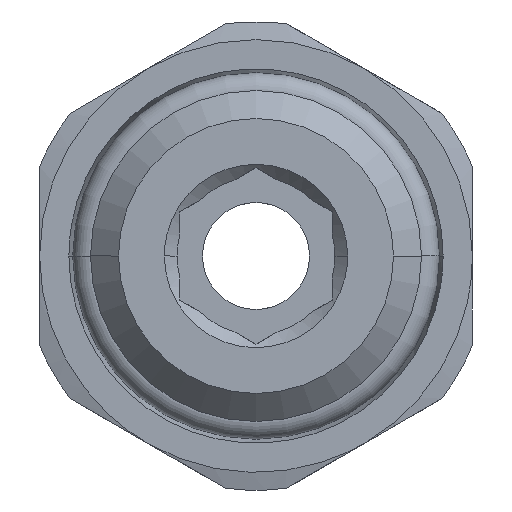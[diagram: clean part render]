
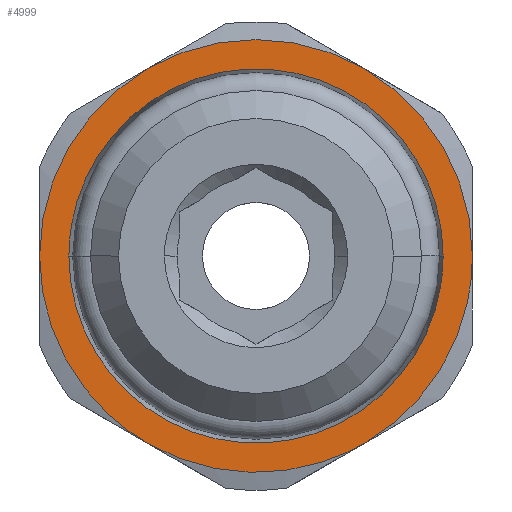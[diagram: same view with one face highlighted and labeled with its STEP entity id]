
A CAD part, front view. The second image highlights one B-rep face of the part: STEP entity #4999.
In plain terms, the highlighted planar face has unit normal (0, -1, 0).
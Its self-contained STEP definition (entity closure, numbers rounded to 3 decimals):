
#2568=CARTESIAN_POINT('Vertex',(4.25,-0.5,7.361)) ;
#3275=CARTESIAN_POINT('Axis2P3D Location',(0.,-0.5,0.)) ;
#3279=CARTESIAN_POINT('Vertex',(8.5,-0.5,0.)) ;
#3301=CARTESIAN_POINT('Axis2P3D Location',(0.,-0.5,0.)) ;
#3305=CARTESIAN_POINT('Vertex',(-4.25,-0.5,7.361)) ;
#4873=CARTESIAN_POINT('Axis2P3D Location',(0.,-0.5,0.)) ;
#4879=CARTESIAN_POINT('Control Point',(-8.5,-0.5,0.)) ;
#4880=CARTESIAN_POINT('Control Point',(-8.5,-0.5,-0.857)) ;
#4881=CARTESIAN_POINT('Control Point',(-8.392,-0.5,-1.714)) ;
#4882=CARTESIAN_POINT('Control Point',(-8.176,-0.5,-2.553)) ;
#4883=CARTESIAN_POINT('Control Point',(-7.537,-0.5,-4.158)) ;
#4884=CARTESIAN_POINT('Control Point',(-6.52,-0.5,-5.554)) ;
#4885=CARTESIAN_POINT('Control Point',(-5.926,-0.5,-6.184)) ;
#4886=CARTESIAN_POINT('Control Point',(-5.207,-0.5,-6.775)) ;
#4887=CARTESIAN_POINT('Control Point',(-4.421,-0.5,-7.26)) ;
#4888=CARTESIAN_POINT('Control Point',(-4.364,-0.5,-7.294)) ;
#4889=CARTESIAN_POINT('Control Point',(-4.307,-0.5,-7.328)) ;
#4890=CARTESIAN_POINT('Control Point',(-4.25,-0.5,-7.361)) ;
#4891=CARTESIAN_POINT('Vertex',(-8.5,-0.5,0.)) ;
#4893=CARTESIAN_POINT('Vertex',(-4.25,-0.5,-7.361)) ;
#4897=CARTESIAN_POINT('Control Point',(-4.25,-0.5,-7.361)) ;
#4898=CARTESIAN_POINT('Control Point',(-3.508,-0.5,-7.79)) ;
#4899=CARTESIAN_POINT('Control Point',(-2.712,-0.5,-8.125)) ;
#4900=CARTESIAN_POINT('Control Point',(-1.877,-0.5,-8.357)) ;
#4901=CARTESIAN_POINT('Control Point',(-0.168,-0.5,-8.606)) ;
#4902=CARTESIAN_POINT('Control Point',(1.55,-0.5,-8.424)) ;
#4903=CARTESIAN_POINT('Control Point',(2.393,-0.5,-8.224)) ;
#4904=CARTESIAN_POINT('Control Point',(3.264,-0.5,-7.897)) ;
#4905=CARTESIAN_POINT('Control Point',(4.077,-0.5,-7.459)) ;
#4906=CARTESIAN_POINT('Control Point',(4.135,-0.5,-7.427)) ;
#4907=CARTESIAN_POINT('Control Point',(4.193,-0.5,-7.394)) ;
#4908=CARTESIAN_POINT('Control Point',(4.25,-0.5,-7.361)) ;
#4909=CARTESIAN_POINT('Vertex',(4.25,-0.5,-7.361)) ;
#4913=CARTESIAN_POINT('Control Point',(4.25,-0.5,-7.361)) ;
#4914=CARTESIAN_POINT('Control Point',(4.992,-0.5,-6.933)) ;
#4915=CARTESIAN_POINT('Control Point',(5.68,-0.5,-6.411)) ;
#4916=CARTESIAN_POINT('Control Point',(6.299,-0.5,-5.804)) ;
#4917=CARTESIAN_POINT('Control Point',(7.369,-0.5,-4.449)) ;
#4918=CARTESIAN_POINT('Control Point',(8.07,-0.5,-2.87)) ;
#4919=CARTESIAN_POINT('Control Point',(8.319,-0.5,-2.04)) ;
#4920=CARTESIAN_POINT('Control Point',(8.471,-0.5,-1.122)) ;
#4921=CARTESIAN_POINT('Control Point',(8.498,-0.5,-0.199)) ;
#4922=CARTESIAN_POINT('Control Point',(8.499,-0.5,-0.133)) ;
#4923=CARTESIAN_POINT('Control Point',(8.5,-0.5,-0.066)) ;
#4924=CARTESIAN_POINT('Control Point',(8.5,-0.5,0.)) ;
#4926=CARTESIAN_POINT('Axis2P3D Location',(0.,-0.5,0.)) ;
#4940=CARTESIAN_POINT('Control Point',(7.35,-0.5,0.)) ;
#4941=CARTESIAN_POINT('Control Point',(7.35,-0.5,0.664)) ;
#4942=CARTESIAN_POINT('Control Point',(7.275,-0.5,1.328)) ;
#4943=CARTESIAN_POINT('Control Point',(7.125,-0.5,1.981)) ;
#4944=CARTESIAN_POINT('Control Point',(6.68,-0.5,3.241)) ;
#4945=CARTESIAN_POINT('Control Point',(5.965,-0.5,4.371)) ;
#4946=CARTESIAN_POINT('Control Point',(5.545,-0.5,4.893)) ;
#4947=CARTESIAN_POINT('Control Point',(4.595,-0.5,5.832)) ;
#4948=CARTESIAN_POINT('Control Point',(3.459,-0.5,6.536)) ;
#4949=CARTESIAN_POINT('Control Point',(2.853,-0.5,6.823)) ;
#4950=CARTESIAN_POINT('Control Point',(1.588,-0.5,7.253)) ;
#4951=CARTESIAN_POINT('Control Point',(0.258,-0.5,7.391)) ;
#4952=CARTESIAN_POINT('Control Point',(-0.411,-0.5,7.384)) ;
#4953=CARTESIAN_POINT('Control Point',(-1.738,-0.5,7.219)) ;
#4954=CARTESIAN_POINT('Control Point',(-2.994,-0.5,6.762)) ;
#4955=CARTESIAN_POINT('Control Point',(-3.593,-0.5,6.464)) ;
#4956=CARTESIAN_POINT('Control Point',(-4.715,-0.5,5.736)) ;
#4957=CARTESIAN_POINT('Control Point',(-5.645,-0.5,4.777)) ;
#4958=CARTESIAN_POINT('Control Point',(-6.055,-0.5,4.246)) ;
#4959=CARTESIAN_POINT('Control Point',(-6.73,-0.5,3.129)) ;
#4960=CARTESIAN_POINT('Control Point',(-7.145,-0.5,1.891)) ;
#4961=CARTESIAN_POINT('Control Point',(-7.282,-0.5,1.267)) ;
#4962=CARTESIAN_POINT('Control Point',(-7.35,-0.5,0.634)) ;
#4963=CARTESIAN_POINT('Control Point',(-7.35,-0.5,0.)) ;
#4964=CARTESIAN_POINT('Vertex',(7.35,-0.5,0.)) ;
#4966=CARTESIAN_POINT('Vertex',(-7.35,-0.5,0.)) ;
#4970=CARTESIAN_POINT('Control Point',(-7.35,-0.5,0.)) ;
#4971=CARTESIAN_POINT('Control Point',(-7.35,-0.5,-0.664)) ;
#4972=CARTESIAN_POINT('Control Point',(-7.275,-0.5,-1.328)) ;
#4973=CARTESIAN_POINT('Control Point',(-7.125,-0.5,-1.981)) ;
#4974=CARTESIAN_POINT('Control Point',(-6.68,-0.5,-3.241)) ;
#4975=CARTESIAN_POINT('Control Point',(-5.965,-0.5,-4.371)) ;
#4976=CARTESIAN_POINT('Control Point',(-5.545,-0.5,-4.893)) ;
#4977=CARTESIAN_POINT('Control Point',(-4.595,-0.5,-5.832)) ;
#4978=CARTESIAN_POINT('Control Point',(-3.459,-0.5,-6.536)) ;
#4979=CARTESIAN_POINT('Control Point',(-2.853,-0.5,-6.823)) ;
#4980=CARTESIAN_POINT('Control Point',(-1.588,-0.5,-7.253)) ;
#4981=CARTESIAN_POINT('Control Point',(-0.258,-0.5,-7.391)) ;
#4982=CARTESIAN_POINT('Control Point',(0.411,-0.5,-7.384)) ;
#4983=CARTESIAN_POINT('Control Point',(1.738,-0.5,-7.219)) ;
#4984=CARTESIAN_POINT('Control Point',(2.994,-0.5,-6.762)) ;
#4985=CARTESIAN_POINT('Control Point',(3.593,-0.5,-6.464)) ;
#4986=CARTESIAN_POINT('Control Point',(4.715,-0.5,-5.736)) ;
#4987=CARTESIAN_POINT('Control Point',(5.645,-0.5,-4.777)) ;
#4988=CARTESIAN_POINT('Control Point',(6.055,-0.5,-4.246)) ;
#4989=CARTESIAN_POINT('Control Point',(6.73,-0.5,-3.129)) ;
#4990=CARTESIAN_POINT('Control Point',(7.145,-0.5,-1.891)) ;
#4991=CARTESIAN_POINT('Control Point',(7.282,-0.5,-1.267)) ;
#4992=CARTESIAN_POINT('Control Point',(7.35,-0.5,-0.634)) ;
#4993=CARTESIAN_POINT('Control Point',(7.35,-0.5,0.)) ;
#3276=DIRECTION('Axis2P3D Direction',(-0.,1.,0.)) ;
#3302=DIRECTION('Axis2P3D Direction',(-0.,1.,0.)) ;
#4874=DIRECTION('Axis2P3D Direction',(-0.,1.,0.)) ;
#4875=DIRECTION('Axis2P3D XDirection',(1.,0.,0.)) ;
#4927=DIRECTION('Axis2P3D Direction',(-0.,1.,0.)) ;
#3277=AXIS2_PLACEMENT_3D('Circle Axis2P3D',#3275,#3276,$) ;
#3303=AXIS2_PLACEMENT_3D('Circle Axis2P3D',#3301,#3302,$) ;
#4876=AXIS2_PLACEMENT_3D('Plane Axis2P3D',#4873,#4874,#4875) ;
#4928=AXIS2_PLACEMENT_3D('Circle Axis2P3D',#4926,#4927,$) ;
#4932=ORIENTED_EDGE('',*,*,#4895,.T.) ;
#4933=ORIENTED_EDGE('',*,*,#4911,.T.) ;
#4934=ORIENTED_EDGE('',*,*,#4925,.T.) ;
#4935=ORIENTED_EDGE('',*,*,#3281,.F.) ;
#4936=ORIENTED_EDGE('',*,*,#3307,.F.) ;
#4937=ORIENTED_EDGE('',*,*,#4930,.F.) ;
#4996=ORIENTED_EDGE('',*,*,#4968,.F.) ;
#4997=ORIENTED_EDGE('',*,*,#4994,.F.) ;
#4998=FACE_BOUND('',#4995,.T.) ;
#4999=ADVANCED_FACE('PN511B-04G14',(#4938,#4998),#4877,.F.) ;
#4878=B_SPLINE_CURVE_WITH_KNOTS('',5,(#4879,#4880,#4881,#4882,#4883,#4884,#4885,#4886,#4887,#4888,#4889,#4890),.UNSPECIFIED.,.F.,.U.,(6,3,3,6),(0.,6.06,12.119,12.588),.UNSPECIFIED.) ;
#4896=B_SPLINE_CURVE_WITH_KNOTS('',5,(#4897,#4898,#4899,#4900,#4901,#4902,#4903,#4904,#4905,#4906,#4907,#4908),.UNSPECIFIED.,.F.,.U.,(6,3,3,6),(0.,6.06,12.119,12.588),.UNSPECIFIED.) ;
#4912=B_SPLINE_CURVE_WITH_KNOTS('',5,(#4913,#4914,#4915,#4916,#4917,#4918,#4919,#4920,#4921,#4922,#4923,#4924),.UNSPECIFIED.,.F.,.U.,(6,3,3,6),(0.,6.06,12.119,12.588),.UNSPECIFIED.) ;
#4939=B_SPLINE_CURVE_WITH_KNOTS('',5,(#4940,#4941,#4942,#4943,#4944,#4945,#4946,#4947,#4948,#4949,#4950,#4951,#4952,#4953,#4954,#4955,#4956,#4957,#4958,#4959,#4960,#4961,#4962,#4963),.UNSPECIFIED.,.F.,.U.,(6,3,3,3,3,3,3,6),(0.,4.696,9.391,14.087,18.783,23.479,28.174,32.655),.UNSPECIFIED.) ;
#4969=B_SPLINE_CURVE_WITH_KNOTS('',5,(#4970,#4971,#4972,#4973,#4974,#4975,#4976,#4977,#4978,#4979,#4980,#4981,#4982,#4983,#4984,#4985,#4986,#4987,#4988,#4989,#4990,#4991,#4992,#4993),.UNSPECIFIED.,.F.,.U.,(6,3,3,3,3,3,3,6),(0.,4.696,9.391,14.087,18.783,23.479,28.174,32.655),.UNSPECIFIED.) ;
#3278=CIRCLE('generated circle',#3277,8.5) ;
#3304=CIRCLE('generated circle',#3303,8.5) ;
#4929=CIRCLE('generated circle',#4928,8.5) ;
#3281=EDGE_CURVE('',#2569,#3280,#3278,.T.) ;
#3307=EDGE_CURVE('',#3306,#2569,#3304,.T.) ;
#4895=EDGE_CURVE('',#4892,#4894,#4878,.T.) ;
#4911=EDGE_CURVE('',#4894,#4910,#4896,.T.) ;
#4925=EDGE_CURVE('',#4910,#3280,#4912,.T.) ;
#4930=EDGE_CURVE('',#4892,#3306,#4929,.T.) ;
#4968=EDGE_CURVE('',#4965,#4967,#4939,.T.) ;
#4994=EDGE_CURVE('',#4967,#4965,#4969,.T.) ;
#4931=EDGE_LOOP('',(#4932,#4933,#4934,#4935,#4936,#4937)) ;
#4995=EDGE_LOOP('',(#4996,#4997)) ;
#4938=FACE_OUTER_BOUND('',#4931,.T.) ;
#4877=PLANE('',#4876) ;
#2569=VERTEX_POINT('',#2568) ;
#3280=VERTEX_POINT('',#3279) ;
#3306=VERTEX_POINT('',#3305) ;
#4892=VERTEX_POINT('',#4891) ;
#4894=VERTEX_POINT('',#4893) ;
#4910=VERTEX_POINT('',#4909) ;
#4965=VERTEX_POINT('',#4964) ;
#4967=VERTEX_POINT('',#4966) ;
